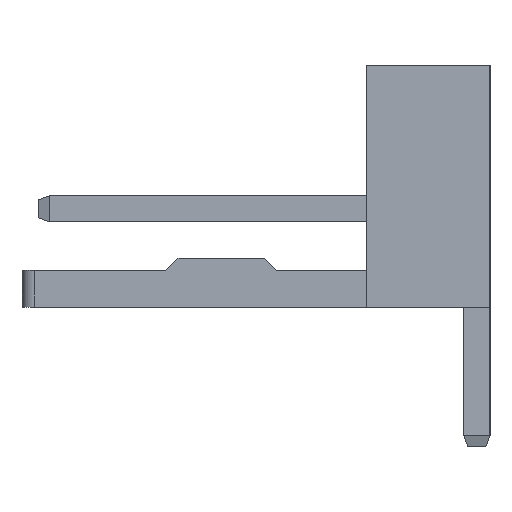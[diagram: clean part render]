
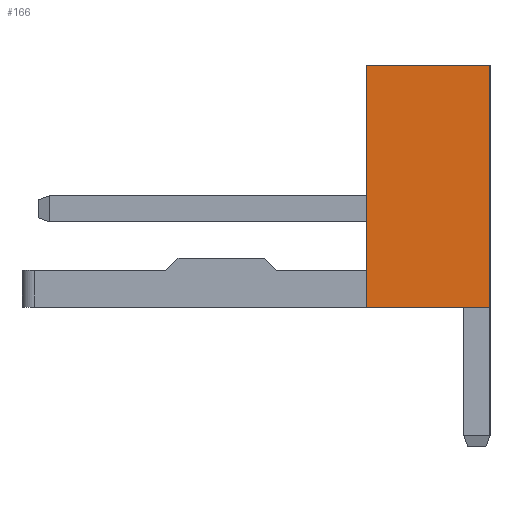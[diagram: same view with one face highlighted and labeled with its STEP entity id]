
A CAD part, left-side view. The second image highlights one B-rep face of the part: STEP entity #166.
In plain terms, the highlighted planar face has unit normal (-1, 0, 0).
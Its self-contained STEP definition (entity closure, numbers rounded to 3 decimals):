
#166=ADVANCED_FACE('',(#5010),#5012,.T.);
#5010=FACE_BOUND('',#5011,.T.);
#5011=EDGE_LOOP('',(#8948,#8949,#8950,#8951));
#5012=PLANE('',#5013);
#5013=AXIS2_PLACEMENT_3D('',#5014,#5015,#5016);
#5014=CARTESIAN_POINT('',(-1.27,-0.32,0.));
#5015=DIRECTION('',(-1.,0.,0.));
#5016=DIRECTION('',(0.,0.,1.));
#8948=ORIENTED_EDGE('',*,*,#11569,.T.);
#8949=ORIENTED_EDGE('',*,*,#11570,.T.);
#8950=ORIENTED_EDGE('',*,*,#11450,.F.);
#8951=ORIENTED_EDGE('',*,*,#11445,.F.);
#11445=EDGE_CURVE('',#12853,#12855,#12856,.T.);
#11450=EDGE_CURVE('',#12855,#12864,#12865,.T.);
#11569=EDGE_CURVE('',#12853,#13089,#13091,.T.);
#11570=EDGE_CURVE('',#13089,#12864,#13092,.T.);
#12853=VERTEX_POINT('',#15177);
#12855=VERTEX_POINT('',#15181);
#12856=LINE('',#15182,#15183);
#12864=VERTEX_POINT('',#15200);
#12865=LINE('',#15201,#15202);
#13089=VERTEX_POINT('',#15661);
#13091=LINE('',#15665,#15666);
#13092=LINE('',#15668,#15669);
#15177=CARTESIAN_POINT('',(-1.27,-0.32,0.));
#15181=CARTESIAN_POINT('',(-1.27,2.68,0.));
#15182=CARTESIAN_POINT('',(-1.27,-0.32,0.));
#15183=VECTOR('',#15184,1.);
#15184=DIRECTION('',(0.,1.,0.));
#15200=CARTESIAN_POINT('',(-1.27,2.68,5.9));
#15201=CARTESIAN_POINT('',(-1.27,2.68,0.));
#15202=VECTOR('',#15203,1.);
#15203=DIRECTION('',(0.,0.,1.));
#15661=CARTESIAN_POINT('',(-1.27,-0.32,5.9));
#15665=CARTESIAN_POINT('',(-1.27,-0.32,0.));
#15666=VECTOR('',#15667,1.);
#15667=DIRECTION('',(0.,0.,1.));
#15668=CARTESIAN_POINT('',(-1.27,-0.32,5.9));
#15669=VECTOR('',#15670,1.);
#15670=DIRECTION('',(0.,1.,0.));
